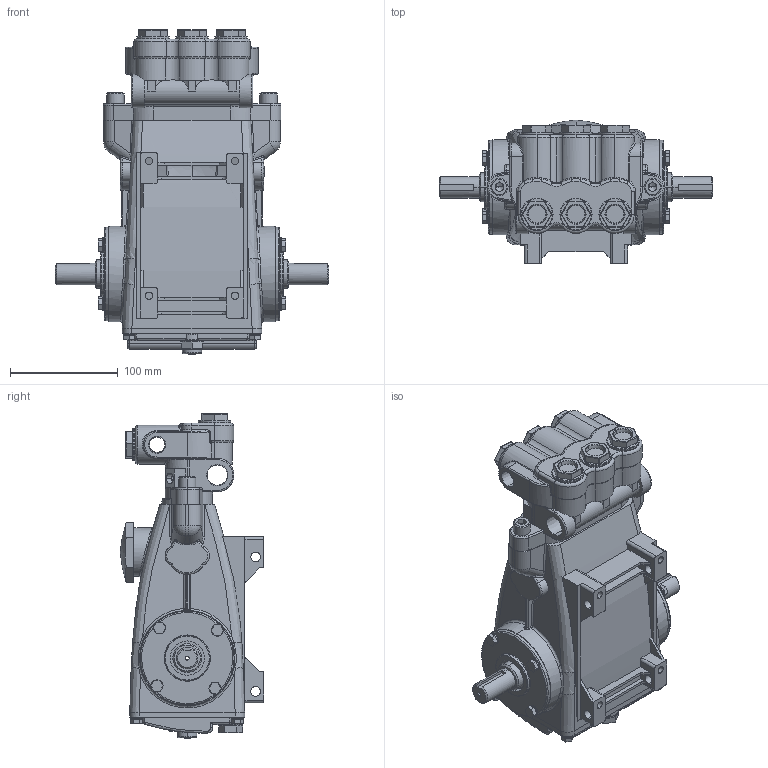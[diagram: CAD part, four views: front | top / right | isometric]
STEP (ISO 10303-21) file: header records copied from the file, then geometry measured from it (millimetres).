
FILE_DESCRIPTION (( 'STEP AP214' ), '1' );
FILE_NAME ('311C.STEP', '2013-03-21T21:10:18', ( '' ), ( '' ), 'SwSTEP 2.0', 'SolidWorks 2013', '' );
FILE_SCHEMA (( 'AUTOMOTIVE_DESIGN' ));
Length unit declared in the file: millimetre
Products named in the file (1): 311C
Bounding box: 254 x 133.35 x 301.75 mm (x, y, z)
Surface area: 223323.3 mm2 (no closed solid volume)
Topology: 0 solids, 16 shells, 1144 faces, 3088 edges, 1844 vertices
Faces by surface type: plane 411, cylinder 376, bspline 150, torus 140, cone 43, sphere 24
Entity records: 55289 total; most frequent: CARTESIAN_POINT 15081, DIRECTION 5891, ORIENTED_EDGE 5628, EDGE_CURVE 3058, AXIS2_PLACEMENT_3D 2281, VERTEX_POINT 1842, VECTOR 1329, LINE 1329
